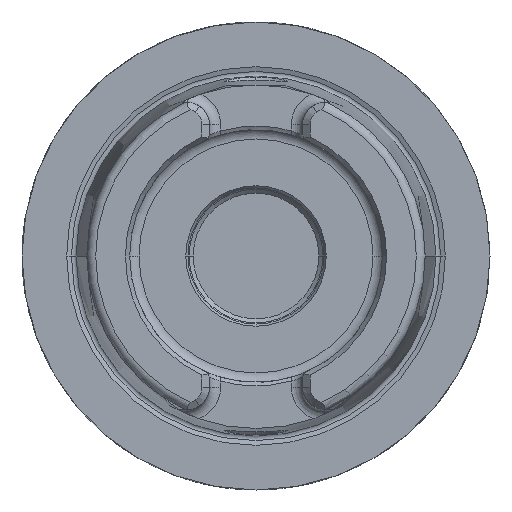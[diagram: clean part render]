
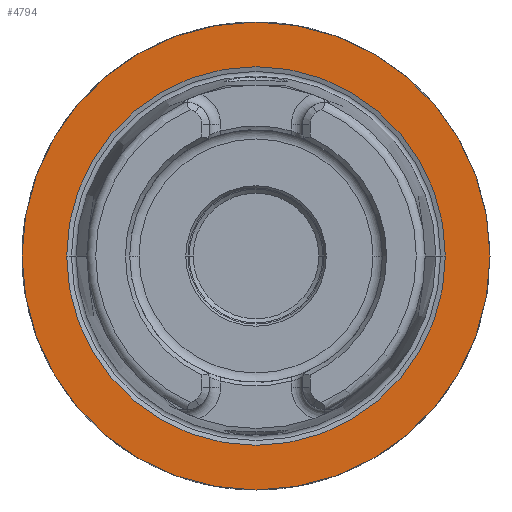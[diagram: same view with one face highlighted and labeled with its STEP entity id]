
A CAD part, left-side view. The second image highlights one B-rep face of the part: STEP entity #4794.
In plain terms, the highlighted planar face has unit normal (-1, 0, 0).
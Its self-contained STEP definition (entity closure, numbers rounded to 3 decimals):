
#1068=CARTESIAN_POINT('',(0.,0.,0.));
#1069=DIRECTION('',(1.,0.,0.));
#1070=DIRECTION('',(0.,1.,0.));
#1071=AXIS2_PLACEMENT_3D('',#1068,#1069,#1070);
#1073=CARTESIAN_POINT('',(0.,0.,0.));
#1074=DIRECTION('',(-1.,0.,0.));
#1075=DIRECTION('',(0.,1.,0.));
#1076=AXIS2_PLACEMENT_3D('',#1073,#1074,#1075);
#1078=CARTESIAN_POINT('',(0.,0.,0.));
#1079=DIRECTION('',(-1.,0.,0.));
#1080=DIRECTION('',(0.,-1.,0.));
#1081=AXIS2_PLACEMENT_3D('',#1078,#1079,#1080);
#1083=CARTESIAN_POINT('',(0.,0.,0.));
#1084=DIRECTION('',(-1.,0.,0.));
#1085=DIRECTION('',(0.,1.,0.));
#1086=AXIS2_PLACEMENT_3D('',#1083,#1084,#1085);
#2993=CARTESIAN_POINT('',(0.,31.5,0.));
#2994=CARTESIAN_POINT('',(0.,-31.5,0.));
#2995=VERTEX_POINT('',#2993);
#2996=VERTEX_POINT('',#2994);
#3021=CARTESIAN_POINT('',(0.,-25.49,0.));
#3022=VERTEX_POINT('',#3021);
#3023=CARTESIAN_POINT('',(0.,25.49,0.));
#3024=VERTEX_POINT('',#3023);
#4779=CARTESIAN_POINT('',(0.,0.,0.));
#4780=DIRECTION('',(1.,0.,0.));
#4781=DIRECTION('',(0.,-1.,0.));
#4782=AXIS2_PLACEMENT_3D('',#4779,#4780,#4781);
#4783=PLANE('',#4782);
#4785=ORIENTED_EDGE('',*,*,#4784,.T.);
#4787=ORIENTED_EDGE('',*,*,#4786,.F.);
#4788=EDGE_LOOP('',(#4785,#4787));
#4789=FACE_OUTER_BOUND('',#4788,.F.);
#4790=ORIENTED_EDGE('',*,*,#4774,.T.);
#4791=ORIENTED_EDGE('',*,*,#4758,.T.);
#4792=EDGE_LOOP('',(#4790,#4791));
#4793=FACE_BOUND('',#4792,.F.);
#4794=ADVANCED_FACE('',(#4789,#4793),#4783,.F.);
#1072=CIRCLE('',#1071,31.5);
#1077=CIRCLE('',#1076,31.5);
#1082=CIRCLE('',#1081,25.49);
#1087=CIRCLE('',#1086,25.49);
#4758=EDGE_CURVE('',#3024,#3022,#1087,.T.);
#4774=EDGE_CURVE('',#3022,#3024,#1082,.T.);
#4784=EDGE_CURVE('',#2995,#2996,#1072,.T.);
#4786=EDGE_CURVE('',#2995,#2996,#1077,.T.);
